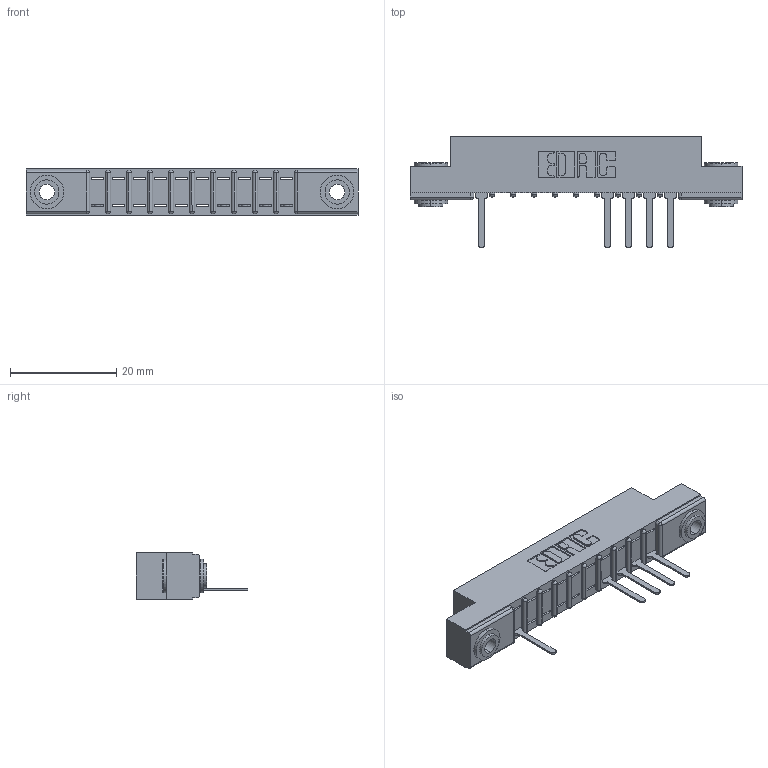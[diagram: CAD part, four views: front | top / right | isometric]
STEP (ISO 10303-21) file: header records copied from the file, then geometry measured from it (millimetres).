
FILE_DESCRIPTION (( 'STEP AP203' ), '1' );
FILE_NAME ('307-010-527-103.STEP', '2018-08-02T21:00:07', ( '' ), ( '' ), 'SwSTEP 2.0', 'SolidWorks 2016', '' );
FILE_SCHEMA (( 'CONFIG_CONTROL_DESIGN' ));
Length unit declared in the file: inch
Products named in the file (4): 307-290-001_527; 345-250-002_345-250-002-102; 307-010-527-103; 307 Part_.156 Dia Mounting Holes
Assembly tree (8 placements, depth 2):
  307-010-527-103
    307 Part_.156 Dia Mounting Holes
    307-290-001_527  x5
    345-250-002_345-250-002-102  x2
Bounding box: 62.64 x 21.11 x 8.71 mm (x, y, z)
Volume: 3916.5 mm3; surface area: 5450 mm2
Topology: 8 solids, 8 shells, 561 faces, 1565 edges, 1002 vertices
Faces by surface type: plane 339, cylinder 192, sphere 22, cone 8
Entity records: 13391 total; most frequent: CARTESIAN_POINT 2244, ORIENTED_EDGE 2226, DIRECTION 2211, EDGE_CURVE 1113, LINE 833, VECTOR 833, VERTEX_POINT 722, AXIS2_PLACEMENT_3D 689
